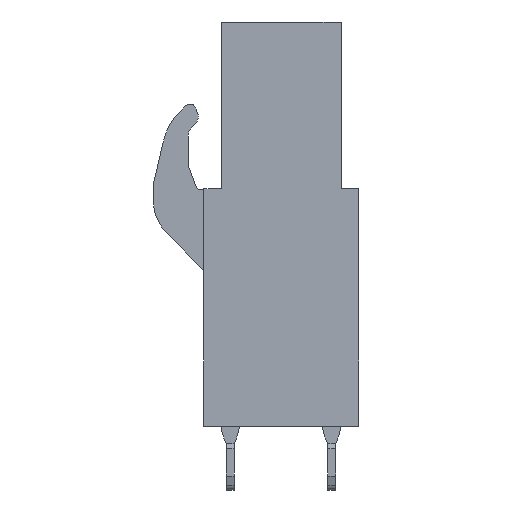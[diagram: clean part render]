
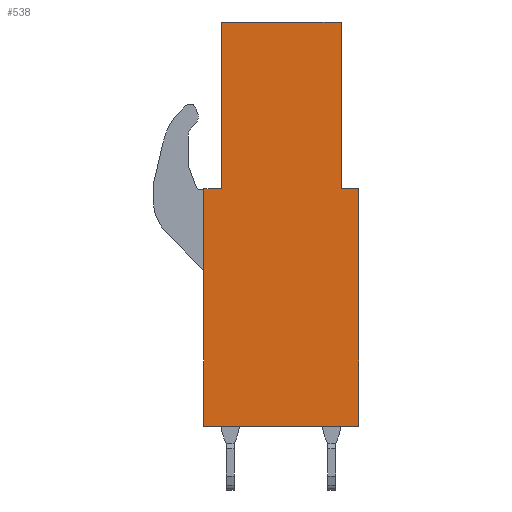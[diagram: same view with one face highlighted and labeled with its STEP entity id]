
A CAD part, left-side view. The second image highlights one B-rep face of the part: STEP entity #538.
In plain terms, the highlighted planar face has unit normal (-1, 0, 0).
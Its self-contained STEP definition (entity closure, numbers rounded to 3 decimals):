
#488=AXIS2_PLACEMENT_3D('Plane Axis2P3D',#485,#486,#487) ;
#36=CARTESIAN_POINT('Line Origine',(0.,3.875,23.45)) ;
#40=CARTESIAN_POINT('Vertex',(0.,0.875,23.45)) ;
#42=CARTESIAN_POINT('Vertex',(0.,6.875,23.45)) ;
#395=CARTESIAN_POINT('Vertex',(0.,7.75,3.2)) ;
#398=CARTESIAN_POINT('Line Origine',(0.,7.75,9.15)) ;
#402=CARTESIAN_POINT('Vertex',(0.,7.75,15.1)) ;
#485=CARTESIAN_POINT('Axis2P3D Location',(0.,0.,0.)) ;
#490=CARTESIAN_POINT('Line Origine',(0.,3.875,3.2)) ;
#494=CARTESIAN_POINT('Vertex',(0.,0.,3.2)) ;
#497=CARTESIAN_POINT('Line Origine',(0.,0.,9.15)) ;
#501=CARTESIAN_POINT('Vertex',(0.,0.,15.1)) ;
#504=CARTESIAN_POINT('Line Origine',(0.,0.438,15.1)) ;
#508=CARTESIAN_POINT('Vertex',(0.,0.875,15.1)) ;
#511=CARTESIAN_POINT('Line Origine',(0.,0.875,19.275)) ;
#516=CARTESIAN_POINT('Line Origine',(0.,6.875,19.275)) ;
#520=CARTESIAN_POINT('Vertex',(0.,6.875,15.1)) ;
#523=CARTESIAN_POINT('Line Origine',(0.,7.313,15.1)) ;
#37=DIRECTION('Vector Direction',(0.,1.,0.)) ;
#399=DIRECTION('Vector Direction',(0.,0.,1.)) ;
#486=DIRECTION('Axis2P3D Direction',(1.,0.,0.)) ;
#487=DIRECTION('Axis2P3D XDirection',(0.,1.,0.)) ;
#491=DIRECTION('Vector Direction',(0.,1.,0.)) ;
#498=DIRECTION('Vector Direction',(0.,0.,1.)) ;
#505=DIRECTION('Vector Direction',(0.,1.,0.)) ;
#512=DIRECTION('Vector Direction',(0.,0.,1.)) ;
#517=DIRECTION('Vector Direction',(0.,0.,1.)) ;
#524=DIRECTION('Vector Direction',(0.,-1.,0.)) ;
#38=VECTOR('Line Direction',#37,1.) ;
#400=VECTOR('Line Direction',#399,1.) ;
#492=VECTOR('Line Direction',#491,1.) ;
#499=VECTOR('Line Direction',#498,1.) ;
#506=VECTOR('Line Direction',#505,1.) ;
#513=VECTOR('Line Direction',#512,1.) ;
#518=VECTOR('Line Direction',#517,1.) ;
#525=VECTOR('Line Direction',#524,1.) ;
#529=ORIENTED_EDGE('',*,*,#404,.F.) ;
#530=ORIENTED_EDGE('',*,*,#496,.F.) ;
#531=ORIENTED_EDGE('',*,*,#503,.T.) ;
#532=ORIENTED_EDGE('',*,*,#510,.F.) ;
#533=ORIENTED_EDGE('',*,*,#515,.F.) ;
#534=ORIENTED_EDGE('',*,*,#44,.T.) ;
#535=ORIENTED_EDGE('',*,*,#522,.F.) ;
#536=ORIENTED_EDGE('',*,*,#527,.F.) ;
#538=ADVANCED_FACE('BLL 5.08/17/180 3.2 SN OR 1648940000',(#537),#489,.F.) ;
#44=EDGE_CURVE('',#41,#43,#39,.T.) ;
#404=EDGE_CURVE('',#396,#403,#401,.T.) ;
#496=EDGE_CURVE('',#495,#396,#493,.T.) ;
#503=EDGE_CURVE('',#495,#502,#500,.T.) ;
#510=EDGE_CURVE('',#509,#502,#507,.F.) ;
#515=EDGE_CURVE('',#41,#509,#514,.F.) ;
#522=EDGE_CURVE('',#521,#43,#519,.T.) ;
#527=EDGE_CURVE('',#403,#521,#526,.T.) ;
#528=EDGE_LOOP('',(#529,#530,#531,#532,#533,#534,#535,#536)) ;
#537=FACE_OUTER_BOUND('',#528,.T.) ;
#39=LINE('Line',#36,#38) ;
#401=LINE('Line',#398,#400) ;
#493=LINE('Line',#490,#492) ;
#500=LINE('Line',#497,#499) ;
#507=LINE('Line',#504,#506) ;
#514=LINE('Line',#511,#513) ;
#519=LINE('Line',#516,#518) ;
#526=LINE('Line',#523,#525) ;
#489=PLANE('',#488) ;
#41=VERTEX_POINT('',#40) ;
#43=VERTEX_POINT('',#42) ;
#396=VERTEX_POINT('',#395) ;
#403=VERTEX_POINT('',#402) ;
#495=VERTEX_POINT('',#494) ;
#502=VERTEX_POINT('',#501) ;
#509=VERTEX_POINT('',#508) ;
#521=VERTEX_POINT('',#520) ;
